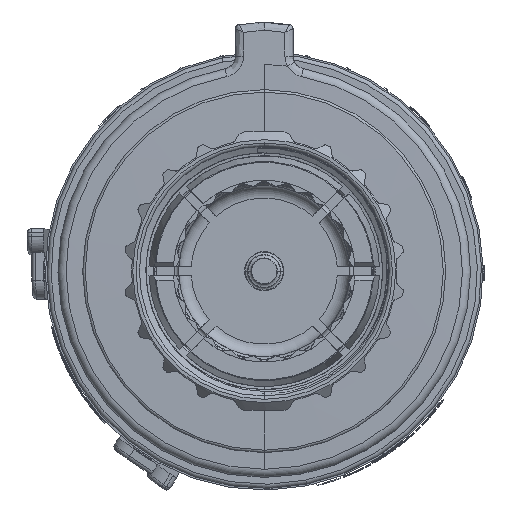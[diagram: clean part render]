
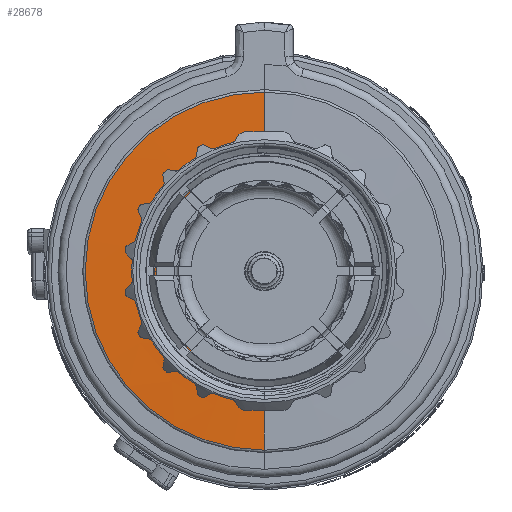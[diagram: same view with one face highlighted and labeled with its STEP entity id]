
A CAD part, front view. The second image highlights one B-rep face of the part: STEP entity #28678.
In plain terms, the highlighted conical face has half-angle 89 degrees and reference radius 17.374 mm.
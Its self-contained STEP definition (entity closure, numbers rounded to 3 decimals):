
#5798=CARTESIAN_POINT('',(0.,11.807,0.));
#5799=DIRECTION('',(0.,-1.,0.));
#5800=DIRECTION('',(0.,0.,1.));
#5801=AXIS2_PLACEMENT_3D('',#5798,#5799,#5800);
#5878=CARTESIAN_POINT('',(0.,11.956,0.));
#5879=DIRECTION('',(0.,1.,0.));
#5880=DIRECTION('',(0.,0.,-1.));
#5881=AXIS2_PLACEMENT_3D('',#5878,#5879,#5880);
#5911=DIRECTION('',(0.,0.017,-1.));
#5912=VECTOR('',#5911,8.564);
#5913=CARTESIAN_POINT('',(0.,11.807,-13.093));
#5914=LINE('',#5913,#5912);
#5915=DIRECTION('',(0.,0.017,1.));
#5916=VECTOR('',#5915,8.564);
#5917=CARTESIAN_POINT('',(0.,11.807,13.093));
#5918=LINE('',#5917,#5916);
#20990=CARTESIAN_POINT('',(0.,11.956,-21.655));
#20991=CARTESIAN_POINT('',(0.,11.956,
21.655));
#20992=VERTEX_POINT('',#20990);
#20993=VERTEX_POINT('',#20991);
#21066=CARTESIAN_POINT('',(0.,11.807,13.093));
#21067=CARTESIAN_POINT('',(0.,11.807,-13.093));
#21068=VERTEX_POINT('',#21066);
#21069=VERTEX_POINT('',#21067);
#28664=CARTESIAN_POINT('',(0.,11.882,0.));
#28665=DIRECTION('',(0.,1.,0.));
#28666=DIRECTION('',(0.,0.,1.));
#28667=AXIS2_PLACEMENT_3D('',#28664,#28665,#28666);
#28668=CONICAL_SURFACE('',#28667,17.374,89.);
#28670=ORIENTED_EDGE('',*,*,#28669,.T.);
#28672=ORIENTED_EDGE('',*,*,#28671,.F.);
#28673=ORIENTED_EDGE('',*,*,#28643,.T.);
#28675=ORIENTED_EDGE('',*,*,#28674,.T.);
#28676=EDGE_LOOP('',(#28670,#28672,#28673,#28675));
#28677=FACE_OUTER_BOUND('',#28676,.F.);
#28678=ADVANCED_FACE('',(#28677),#28668,.T.);
#5802=CIRCLE('',#5801,13.093);
#5882=CIRCLE('',#5881,21.655);
#28643=EDGE_CURVE('',#21068,#21069,#5802,.T.);
#28669=EDGE_CURVE('',#20992,#20993,#5882,.T.);
#28671=EDGE_CURVE('',#21068,#20993,#5918,.T.);
#28674=EDGE_CURVE('',#21069,#20992,#5914,.T.);
